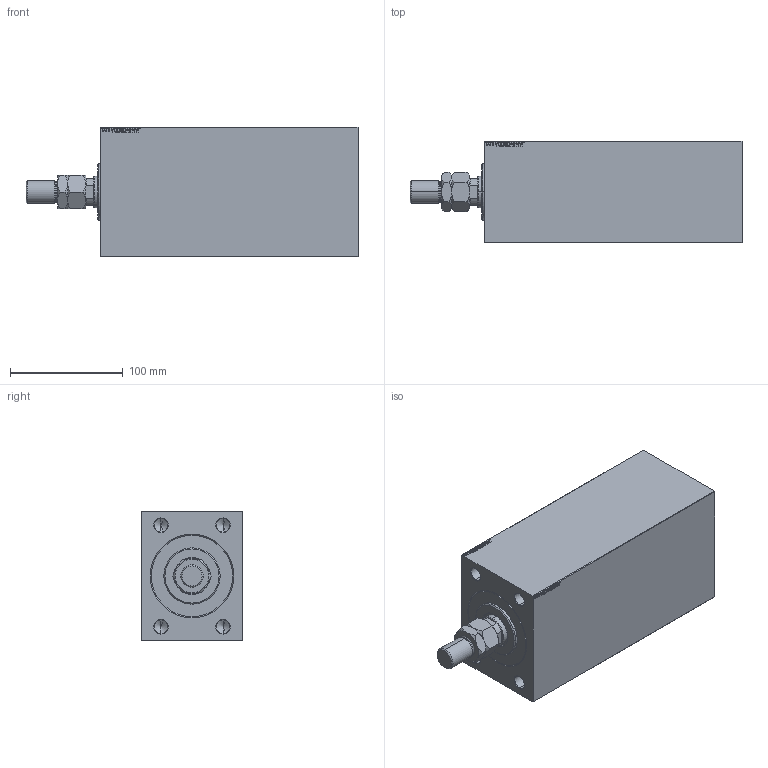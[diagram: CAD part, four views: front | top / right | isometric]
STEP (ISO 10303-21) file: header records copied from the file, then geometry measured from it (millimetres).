
FILE_DESCRIPTION (( 'STEP AP203' ), '1' );
FILE_NAME ('776e.STEP', '2025-02-12T10:06:15', ( '' ), ( '' ), 'SwSTEP 2.0', 'SolidWorks 2019', '' );
FILE_SCHEMA (( 'CONFIG_CONTROL_DESIGN' ));
Length unit declared in the file: millimetre
Products named in the file (5): V450CM_B_Body d260861f4cfb7f9ab84f474e4d8fbaa7; MTA d260861f4cfb7f9ab84f474e4d8fbaa7; V450CM_VC_B d260861f4cfb7f9ab84f474e4d8fbaa7; V450CM_B_VCP d260861f4cfb7f9ab84f474e4d8fbaa7; 776e
Assembly tree (4 placements, depth 2):
  776e
    V450CM_B_Body d260861f4cfb7f9ab84f474e4d8fbaa7
    V450CM_B_VCP d260861f4cfb7f9ab84f474e4d8fbaa7
    V450CM_VC_B d260861f4cfb7f9ab84f474e4d8fbaa7
    MTA d260861f4cfb7f9ab84f474e4d8fbaa7
Bounding box: 294.5 x 90 x 115 mm (x, y, z)
Volume: 1991011.1 mm3; surface area: 213600.3 mm2
Topology: 4 solids, 4 shells, 933 faces, 2362 edges, 1535 vertices
Faces by surface type: plane 417, bspline 380, cone 74, cylinder 60, torus 2
Entity records: 46093 total; most frequent: CARTESIAN_POINT 25791, ORIENTED_EDGE 4688, DIRECTION 2816, EDGE_CURVE 2344, VERTEX_POINT 1535, LINE 1352, VECTOR 1352, EDGE_LOOP 1055
